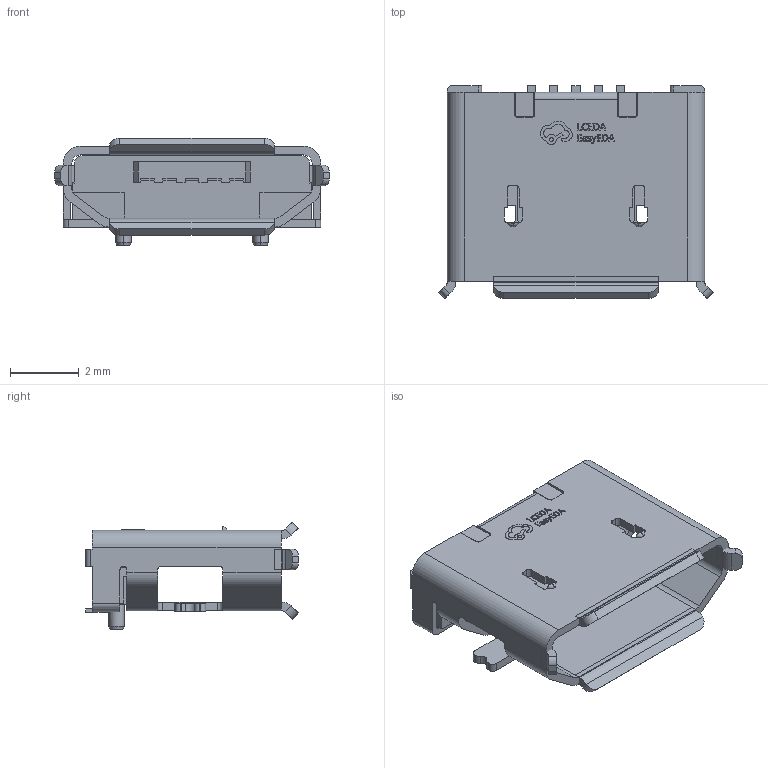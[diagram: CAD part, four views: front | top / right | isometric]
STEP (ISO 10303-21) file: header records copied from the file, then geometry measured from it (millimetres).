
FILE_DESCRIPTION (( 'STEP AP214' ), '1' );
FILE_NAME ('MICRO-USB-SMD_MICROQTJ-5P.STEP', '2024-10-09T14:37:47', ( '' ), ( '' ), 'SwSTEP 2.0', 'SolidWorks 2020', '' );
FILE_SCHEMA (( 'AUTOMOTIVE_DESIGN' ));
Length unit declared in the file: millimetre
Products named in the file (1): MICRO-USB-SMD_MICROQTJ-5P
Bounding box: 7.99 x 6.2 x 3.14 mm (x, y, z)
Volume: 45 mm3; surface area: 293.1 mm2
Topology: 6 solids, 6 shells, 577 faces, 1619 edges, 1074 vertices
Faces by surface type: plane 363, cylinder 108, bspline 98, cone 4, torus 4
Entity records: 25495 total; most frequent: CARTESIAN_POINT 4661, ORIENTED_EDGE 3238, DIRECTION 2601, EDGE_CURVE 1619, VECTOR 1173, LINE 1173, VERTEX_POINT 1074, AXIS2_PLACEMENT_3D 714
